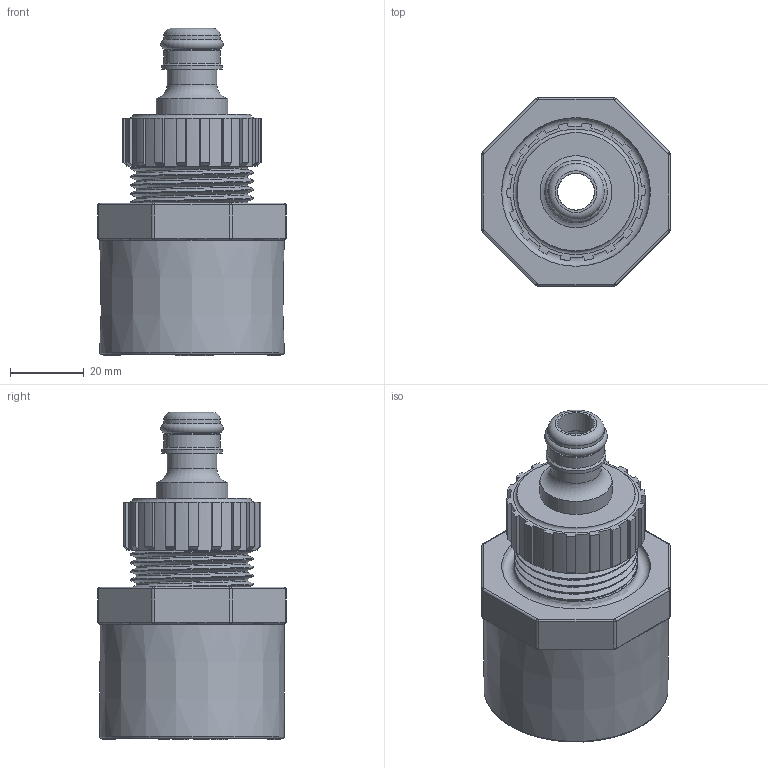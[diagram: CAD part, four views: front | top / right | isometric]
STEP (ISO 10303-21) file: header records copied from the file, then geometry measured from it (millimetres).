
FILE_DESCRIPTION(/* description */ (''),/* implementation_level */ '2;1');
FILE_NAME(/* name */ 'AF0303.040.032.step',/* time_stamp */ '2026-01-20T14:21:20+01:00',/* author */ (''),/* organization */ (''),/* preprocessor_version */ 'ST-DEVELOPER v20.1',/* originating_system */ 'Autodesk Translation Framework v14.21.0.0',/* authorisation */ '');
FILE_SCHEMA (('AUTOMOTIVE_DESIGN { 1 0 10303 214 3 1 1 }'));
Length unit declared in the file: millimetre
Products named in the file (1): 2026-01-20-10-06-18-150
Bounding box: 51 x 51 x 88.6 mm (x, y, z)
Volume: 55807.8 mm3; surface area: 29359.4 mm2
Topology: 7 solids, 7 shells, 956 faces, 2665 edges, 1758 vertices
Faces by surface type: plane 789, cylinder 94, bspline 41, cone 23, torus 9
Full cylindrical faces by diameter (mm): 1.821 x1, 2.428 x1, 9.94 x2, 10 x2, 13.5 x1, 15.25 x1, 15.3 x1, 16.25 x1, 16.6 x1, 19 x1, 19.5 x1, 23 x1, 28 x1, 30 x1, 30.291 x7, 33.249 x11, 35.5 x1
Entity records: 37759 total; most frequent: CARTESIAN_POINT 13248, ORIENTED_EDGE 5330, DIRECTION 4634, EDGE_CURVE 2665, LINE 2322, VECTOR 2322, VERTEX_POINT 1758, AXIS2_PLACEMENT_3D 1156
